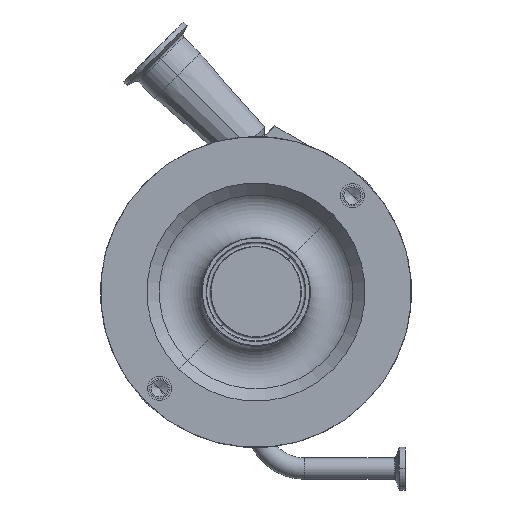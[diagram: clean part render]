
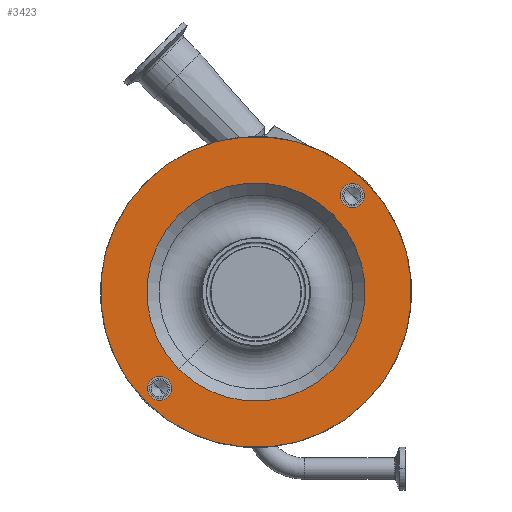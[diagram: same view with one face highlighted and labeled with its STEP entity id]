
A CAD part, top view. The second image highlights one B-rep face of the part: STEP entity #3423.
In plain terms, the highlighted planar face has unit normal (0, 0, 1).
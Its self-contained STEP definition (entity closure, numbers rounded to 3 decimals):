
#55 = CARTESIAN_POINT ( 'NONE',  ( 65.407, 65.407, 190.5 ) ) ;
#130 = DIRECTION ( 'NONE',  ( 0.707, 0.707, 0. ) ) ;
#528 = EDGE_CURVE ( 'NONE', #4100, #15112, #11141, .T. ) ;
#825 = CARTESIAN_POINT ( 'NONE',  ( -62.327, -62.327, 190.5 ) ) ;
#920 = PLANE ( 'NONE',  #7054 ) ;
#933 = ORIENTED_EDGE ( 'NONE', *, *, #3755, .F. ) ;
#954 = CARTESIAN_POINT ( 'NONE',  ( -65.407, -65.407, 190.5 ) ) ;
#1380 = CIRCLE ( 'NONE', #10786, 92.5 ) ;
#1552 = AXIS2_PLACEMENT_3D ( 'NONE', #12665, #13702, #5447 ) ;
#1635 = DIRECTION ( 'NONE',  ( 0., 0., 1. ) ) ;
#1885 = ORIENTED_EDGE ( 'NONE', *, *, #528, .T. ) ;
#2031 = FACE_BOUND ( 'NONE', #14866, .T. ) ;
#2046 = EDGE_CURVE ( 'NONE', #14961, #12534, #5033, .T. ) ;
#2318 = AXIS2_PLACEMENT_3D ( 'NONE', #3340, #9512, #7026 ) ;
#2451 = CARTESIAN_POINT ( 'NONE',  ( 62.327, 62.327, 190.5 ) ) ;
#2815 = VERTEX_POINT ( 'NONE', #5372 ) ;
#3340 = CARTESIAN_POINT ( 'NONE',  ( 0., 0., 190.5 ) ) ;
#3423 = ADVANCED_FACE ( 'NONE', ( #5851, #9315, #2031, #13067 ), #920, .F. ) ;
#3547 = CARTESIAN_POINT ( 'NONE',  ( 0., 0., 190.5 ) ) ;
#3755 = EDGE_CURVE ( 'NONE', #5985, #2815, #6482, .T. ) ;
#3783 = CIRCLE ( 'NONE', #10925, 7.144 ) ;
#4100 = VERTEX_POINT ( 'NONE', #954 ) ;
#4577 = DIRECTION ( 'NONE',  ( 0., 0., 1. ) ) ;
#4663 = ORIENTED_EDGE ( 'NONE', *, *, #11618, .T. ) ;
#4994 = CARTESIAN_POINT ( 'NONE',  ( -45.906, -45.906, 190.5 ) ) ;
#5033 = CIRCLE ( 'NONE', #7838, 7.144 ) ;
#5225 = CARTESIAN_POINT ( 'NONE',  ( 0., 0., 190.5 ) ) ;
#5273 = EDGE_CURVE ( 'NONE', #14982, #13333, #12783, .T. ) ;
#5361 = CIRCLE ( 'NONE', #10479, 64.921 ) ;
#5372 = CARTESIAN_POINT ( 'NONE',  ( -52.224, -52.224, 190.5 ) ) ;
#5447 = DIRECTION ( 'NONE',  ( 0.707, 0.707, 0. ) ) ;
#5763 = EDGE_CURVE ( 'NONE', #13333, #14982, #5361, .T. ) ;
#5774 = CARTESIAN_POINT ( 'NONE',  ( 57.276, 57.276, 190.5 ) ) ;
#5785 = EDGE_CURVE ( 'NONE', #2815, #5985, #13801, .T. ) ;
#5851 = FACE_OUTER_BOUND ( 'NONE', #9463, .T. ) ;
#5985 = VERTEX_POINT ( 'NONE', #825 ) ;
#6482 = CIRCLE ( 'NONE', #13634, 7.144 ) ;
#6602 = CARTESIAN_POINT ( 'NONE',  ( 52.224, 52.224, 190.5 ) ) ;
#6906 = DIRECTION ( 'NONE',  ( 0., 0., -1. ) ) ;
#6997 = DIRECTION ( 'NONE',  ( 0.707, 0.707, 0. ) ) ;
#7026 = DIRECTION ( 'NONE',  ( 0.707, 0.707, 0. ) ) ;
#7054 = AXIS2_PLACEMENT_3D ( 'NONE', #10741, #6906, #11790 ) ;
#7295 = DIRECTION ( 'NONE',  ( 0.707, 0.707, 0. ) ) ;
#7318 = CARTESIAN_POINT ( 'NONE',  ( 57.276, 57.276, 190.5 ) ) ;
#7453 = DIRECTION ( 'NONE',  ( 0., 0., 1. ) ) ;
#7838 = AXIS2_PLACEMENT_3D ( 'NONE', #5774, #4577, #6997 ) ;
#8839 = DIRECTION ( 'NONE',  ( 0., 0., 1. ) ) ;
#9315 = FACE_BOUND ( 'NONE', #13560, .T. ) ;
#9463 = EDGE_LOOP ( 'NONE', ( #4663, #1885 ) ) ;
#9512 = DIRECTION ( 'NONE',  ( 0., 0., 1. ) ) ;
#9938 = ORIENTED_EDGE ( 'NONE', *, *, #2046, .F. ) ;
#10295 = ORIENTED_EDGE ( 'NONE', *, *, #5785, .F. ) ;
#10459 = DIRECTION ( 'NONE',  ( 0., 0., 1. ) ) ;
#10479 = AXIS2_PLACEMENT_3D ( 'NONE', #5225, #1635, #13930 ) ;
#10741 = CARTESIAN_POINT ( 'NONE',  ( -22.627, 22.627, 190.5 ) ) ;
#10786 = AXIS2_PLACEMENT_3D ( 'NONE', #3547, #7453, #7295 ) ;
#10925 = AXIS2_PLACEMENT_3D ( 'NONE', #7318, #8839, #130 ) ;
#11141 = CIRCLE ( 'NONE', #13186, 92.5 ) ;
#11167 = CARTESIAN_POINT ( 'NONE',  ( 45.906, 45.906, 190.5 ) ) ;
#11393 = ORIENTED_EDGE ( 'NONE', *, *, #13266, .F. ) ;
#11618 = EDGE_CURVE ( 'NONE', #15112, #4100, #1380, .T. ) ;
#11790 = DIRECTION ( 'NONE',  ( 0., -1., 0. ) ) ;
#12387 = DIRECTION ( 'NONE',  ( 0.707, 0.707, 0. ) ) ;
#12466 = CARTESIAN_POINT ( 'NONE',  ( -57.276, -57.276, 190.5 ) ) ;
#12534 = VERTEX_POINT ( 'NONE', #6602 ) ;
#12665 = CARTESIAN_POINT ( 'NONE',  ( -57.276, -57.276, 190.5 ) ) ;
#12783 = CIRCLE ( 'NONE', #2318, 64.921 ) ;
#13067 = FACE_BOUND ( 'NONE', #15270, .T. ) ;
#13186 = AXIS2_PLACEMENT_3D ( 'NONE', #15106, #10459, #15361 ) ;
#13266 = EDGE_CURVE ( 'NONE', #12534, #14961, #3783, .T. ) ;
#13333 = VERTEX_POINT ( 'NONE', #4994 ) ;
#13560 = EDGE_LOOP ( 'NONE', ( #9938, #11393 ) ) ;
#13634 = AXIS2_PLACEMENT_3D ( 'NONE', #12466, #15847, #12387 ) ;
#13702 = DIRECTION ( 'NONE',  ( 0., 0., 1. ) ) ;
#13801 = CIRCLE ( 'NONE', #1552, 7.144 ) ;
#13930 = DIRECTION ( 'NONE',  ( 0.707, 0.707, 0. ) ) ;
#14132 = ORIENTED_EDGE ( 'NONE', *, *, #5273, .F. ) ;
#14202 = ORIENTED_EDGE ( 'NONE', *, *, #5763, .F. ) ;
#14866 = EDGE_LOOP ( 'NONE', ( #10295, #933 ) ) ;
#14961 = VERTEX_POINT ( 'NONE', #2451 ) ;
#14982 = VERTEX_POINT ( 'NONE', #11167 ) ;
#15106 = CARTESIAN_POINT ( 'NONE',  ( 0., 0., 190.5 ) ) ;
#15112 = VERTEX_POINT ( 'NONE', #55 ) ;
#15270 = EDGE_LOOP ( 'NONE', ( #14132, #14202 ) ) ;
#15361 = DIRECTION ( 'NONE',  ( 0.707, 0.707, 0. ) ) ;
#15847 = DIRECTION ( 'NONE',  ( 0., 0., 1. ) ) ;
